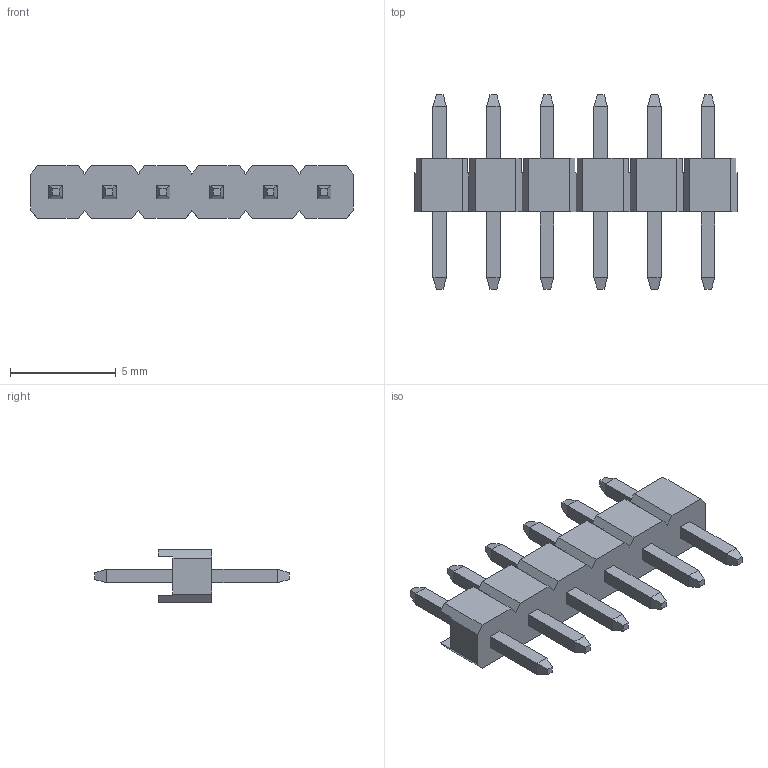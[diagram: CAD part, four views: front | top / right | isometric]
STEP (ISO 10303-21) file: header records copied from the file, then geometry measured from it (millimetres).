
FILE_DESCRIPTION(('STEP AP214'),'1');
FILE_NAME('stiftleiste_aw140-eg-g06f.stp','2016-10-14T07:18:00',('TraceParts'),('TraceParts S.A.'),'Spatial InterOp 3D',' ',' ');
FILE_SCHEMA(('automotive_design'));
Length unit declared in the file: millimetre
Products named in the file (1): stiftleiste_aw140-eg-g06f
Bounding box: 15.24 x 9.2 x 2.5 mm (x, y, z)
Volume: 90.3 mm3; surface area: 293.4 mm2
Topology: 1 solids, 1 shells, 172 faces, 426 edges, 268 vertices
Faces by surface type: plane 172
Entity records: 6318 total; most frequent: CARTESIAN_POINT 867, ORIENTED_EDGE 852, DIRECTION 772, EDGE_CURVE 426, LINE 426, VECTOR 426, VERTEX_POINT 268, EDGE_LOOP 184
